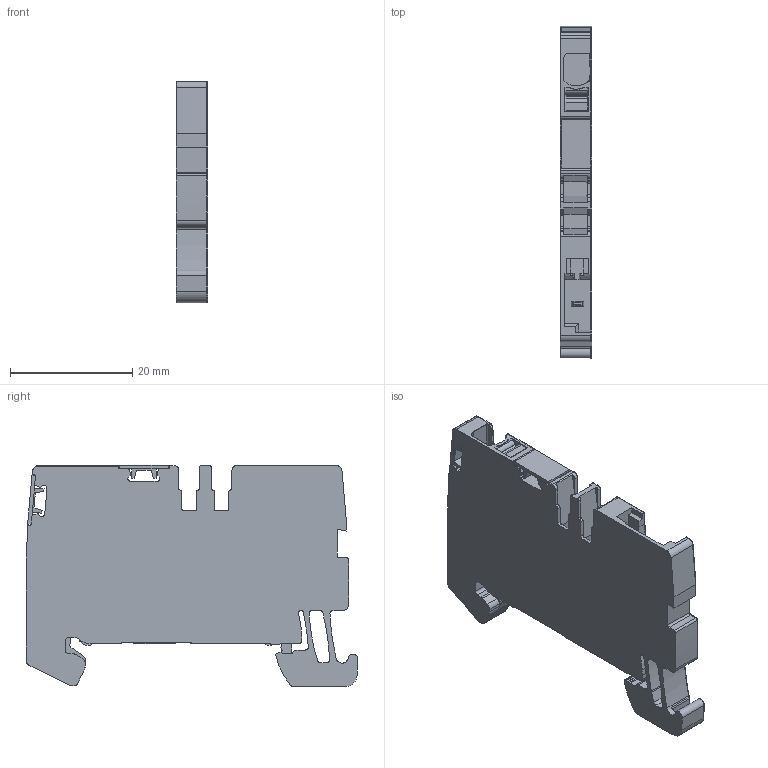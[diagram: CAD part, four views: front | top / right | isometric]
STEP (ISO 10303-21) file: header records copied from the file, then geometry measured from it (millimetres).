
FILE_DESCRIPTION(('CATIA V5R22 STEP214','CAx-IF Rec.Pracs.--- Model Styling and Organization---1.4--- 2014-01-23'),'2;1');
FILE_NAME ('1135730-2_1', '2019-07-05T12:05:16+00:00', ('Weidmueller Interface'), ('Weidmueller'), 'CATIA Version 5-6 Release 2016 SP3 HF44', 'CATIA V5 STEP AP214', 'none');
FILE_SCHEMA(('AUTOMOTIVE_DESIGN { 1 0 10303 214 1 1 1 1 }'));
Length unit declared in the file: millimetre
Products named in the file (1): 2675840000_APGTB_2-5_PE_2C-1_DL
Bounding box: 5.1 x 54.24 x 36.2 mm (x, y, z)
Volume: 6703.8 mm3; surface area: 8272.6 mm2
Topology: 12 solids, 12 shells, 862 faces, 2464 edges, 1633 vertices
Faces by surface type: plane 417, cylinder 405, torus 40
Entity records: 27374 total; most frequent: CARTESIAN_POINT 5312, ORIENTED_EDGE 4928, DIRECTION 3914, EDGE_CURVE 2464, VERTEX_POINT 1633, VECTOR 1584, LINE 1584, AXIS2_PLACEMENT_3D 1567
